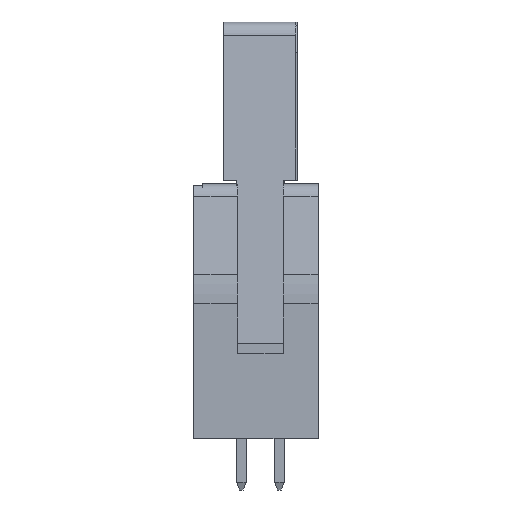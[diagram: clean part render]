
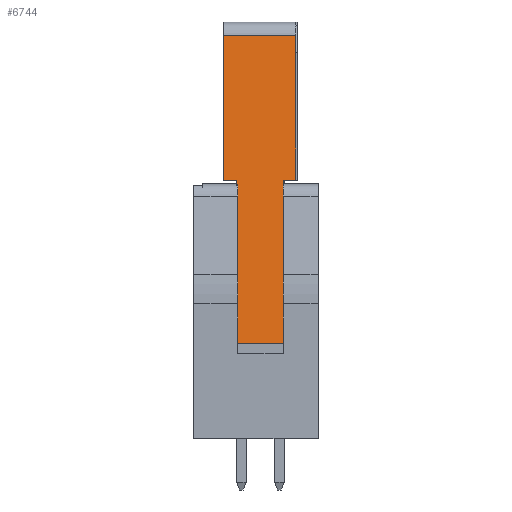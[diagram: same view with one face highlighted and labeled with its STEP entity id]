
A CAD part, left-side view. The second image highlights one B-rep face of the part: STEP entity #6744.
In plain terms, the highlighted face is planar.
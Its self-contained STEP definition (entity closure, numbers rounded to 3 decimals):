
#1868=ORIENTED_EDGE('',*,*,#2955,.T.);
#1869=ORIENTED_EDGE('',*,*,#2956,.F.);
#1870=ORIENTED_EDGE('',*,*,#2957,.T.);
#1871=ORIENTED_EDGE('',*,*,#2958,.T.);
#1872=ORIENTED_EDGE('',*,*,#2959,.F.);
#1873=ORIENTED_EDGE('',*,*,#2960,.F.);
#1874=ORIENTED_EDGE('',*,*,#2961,.T.);
#1875=ORIENTED_EDGE('',*,*,#2962,.F.);
#2955=EDGE_CURVE('',#3634,#3635,#4489,.T.);
#2956=EDGE_CURVE('',#3636,#3635,#4490,.T.);
#2957=EDGE_CURVE('',#3636,#3637,#4491,.F.);
#2958=EDGE_CURVE('',#3637,#3638,#4492,.T.);
#2959=EDGE_CURVE('',#3639,#3638,#4493,.T.);
#2960=EDGE_CURVE('',#3640,#3639,#4494,.T.);
#2961=EDGE_CURVE('',#3640,#3641,#4495,.T.);
#2962=EDGE_CURVE('',#3634,#3641,#4496,.T.);
#3634=VERTEX_POINT('',#10566);
#3635=VERTEX_POINT('',#10567);
#3636=VERTEX_POINT('',#10569);
#3637=VERTEX_POINT('',#10571);
#3638=VERTEX_POINT('',#10573);
#3639=VERTEX_POINT('',#10575);
#3640=VERTEX_POINT('',#10577);
#3641=VERTEX_POINT('',#10579);
#4489=LINE('',#10565,#5373);
#4490=LINE('',#10568,#5374);
#4491=LINE('',#10570,#5375);
#4492=LINE('',#10572,#5376);
#4493=LINE('',#10574,#5377);
#4494=LINE('',#10576,#5378);
#4495=LINE('',#10578,#5379);
#4496=LINE('',#10580,#5380);
#5373=VECTOR('',#8626,1000.);
#5374=VECTOR('',#8627,1000.);
#5375=VECTOR('',#8628,1000.);
#5376=VECTOR('',#8629,1000.);
#5377=VECTOR('',#8630,1000.);
#5378=VECTOR('',#8631,1000.);
#5379=VECTOR('',#8632,1000.);
#5380=VECTOR('',#8633,1000.);
#5780=EDGE_LOOP('',(#1868,#1869,#1870,#1871,#1872,#1873,#1874,#1875));
#6144=FACE_BOUND('',#5780,.T.);
#6444=PLANE('',#7143);
#6744=ADVANCED_FACE('',(#6144),#6444,.T.);
#7143=AXIS2_PLACEMENT_3D('',#10564,#8624,#8625);
#8624=DIRECTION('',(0.993,0.,0.117));
#8625=DIRECTION('',(0.117,0.,-0.993));
#8626=DIRECTION('',(0.,1.,0.));
#8627=DIRECTION('',(0.117,0.,-0.993));
#8628=DIRECTION('',(0.,1.,0.));
#8629=DIRECTION('',(0.117,0.,-0.993));
#8630=DIRECTION('',(0.,-1.,0.));
#8631=DIRECTION('',(-0.117,0.,0.993));
#8632=DIRECTION('',(0.,1.,0.));
#8633=DIRECTION('',(0.117,0.,-0.993));
#10564=CARTESIAN_POINT('',(2.,-2.4,14.274));
#10565=CARTESIAN_POINT('',(3.364,1.57,2.738));
#10566=CARTESIAN_POINT('',(3.364,1.57,2.738));
#10567=CARTESIAN_POINT('',(3.364,2.4,2.738));
#10568=CARTESIAN_POINT('',(2.,2.4,14.274));
#10569=CARTESIAN_POINT('',(2.221,2.4,12.403));
#10570=CARTESIAN_POINT('',(2.221,-2.4,12.403));
#10571=CARTESIAN_POINT('',(2.221,-2.4,12.403));
#10572=CARTESIAN_POINT('',(2.,-2.4,14.274));
#10573=CARTESIAN_POINT('',(3.364,-2.4,2.738));
#10574=CARTESIAN_POINT('',(3.364,-1.57,2.738));
#10575=CARTESIAN_POINT('',(3.364,-1.57,2.738));
#10576=CARTESIAN_POINT('',(3.364,-1.57,2.738));
#10577=CARTESIAN_POINT('',(4.65,-1.57,-8.145));
#10578=CARTESIAN_POINT('',(4.65,-2.4,-8.145));
#10579=CARTESIAN_POINT('',(4.65,1.57,-8.145));
#10580=CARTESIAN_POINT('',(3.364,1.57,2.738));
